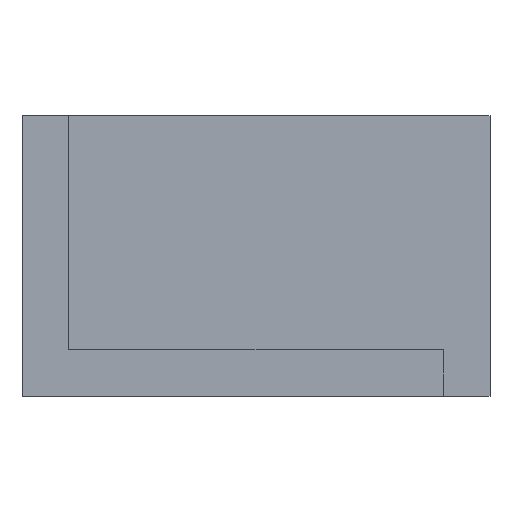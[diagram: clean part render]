
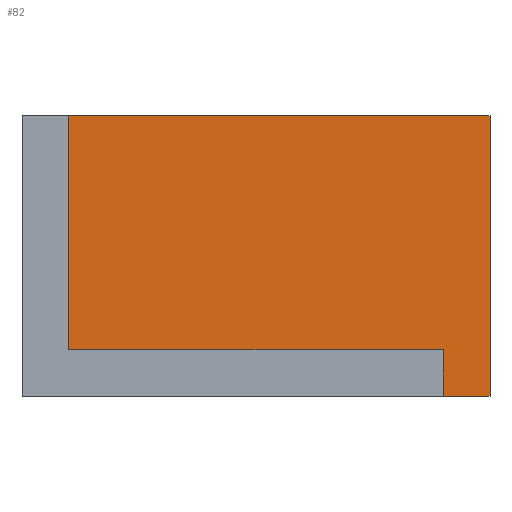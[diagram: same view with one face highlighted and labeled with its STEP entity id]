
A CAD part, left-side view. The second image highlights one B-rep face of the part: STEP entity #82.
In plain terms, the highlighted planar face has unit normal (-1, 0, 0).
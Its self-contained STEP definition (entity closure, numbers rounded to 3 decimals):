
#27=CARTESIAN_POINT('',(943.249,-419.233,16.31));
#28=DIRECTION('',(1.,0.,0.));
#29=DIRECTION('',(-0.,1.,-0.));
#30=AXIS2_PLACEMENT_3D('',#27,#28,#29);
#31=PLANE('',#30);
#32=CARTESIAN_POINT('',(943.249,-399.233,-8.69));
#33=VERTEX_POINT('',#32);
#34=CARTESIAN_POINT('',(943.249,-399.233,16.31));
#35=VERTEX_POINT('',#34);
#36=CARTESIAN_POINT('',(943.249,-399.233,-8.69));
#37=DIRECTION('',(-0.,0.,1.));
#38=VECTOR('',#37,25.);
#39=LINE('',#36,#38);
#40=EDGE_CURVE('',#33,#35,#39,.T.);
#41=ORIENTED_EDGE('',*,*,#40,.F.);
#42=CARTESIAN_POINT('',(943.249,-439.233,-8.69));
#43=VERTEX_POINT('',#42);
#44=CARTESIAN_POINT('',(943.249,-399.233,-8.69));
#45=DIRECTION('',(0.,-1.,0.));
#46=VECTOR('',#45,40.);
#47=LINE('',#44,#46);
#48=EDGE_CURVE('',#33,#43,#47,.T.);
#49=ORIENTED_EDGE('',*,*,#48,.T.);
#50=CARTESIAN_POINT('',(943.249,-439.233,-13.69));
#51=VERTEX_POINT('',#50);
#52=CARTESIAN_POINT('',(943.249,-439.233,-13.69));
#53=DIRECTION('',(-0.,0.,1.));
#54=VECTOR('',#53,5.);
#55=LINE('',#52,#54);
#56=EDGE_CURVE('',#51,#43,#55,.T.);
#57=ORIENTED_EDGE('',*,*,#56,.F.);
#58=CARTESIAN_POINT('',(943.249,-444.233,-13.69));
#59=VERTEX_POINT('',#58);
#60=CARTESIAN_POINT('',(943.249,-439.233,-13.69));
#61=DIRECTION('',(0.,-1.,0.));
#62=VECTOR('',#61,5.);
#63=LINE('',#60,#62);
#64=EDGE_CURVE('',#51,#59,#63,.T.);
#65=ORIENTED_EDGE('',*,*,#64,.T.);
#66=CARTESIAN_POINT('',(943.249,-444.233,16.31));
#67=VERTEX_POINT('',#66);
#68=CARTESIAN_POINT('',(943.249,-444.233,16.31));
#69=DIRECTION('',(0.,-0.,-1.));
#70=VECTOR('',#69,30.);
#71=LINE('',#68,#70);
#72=EDGE_CURVE('',#67,#59,#71,.T.);
#73=ORIENTED_EDGE('',*,*,#72,.F.);
#74=CARTESIAN_POINT('',(943.249,-399.233,16.31));
#75=DIRECTION('',(0.,-1.,0.));
#76=VECTOR('',#75,45.);
#77=LINE('',#74,#76);
#78=EDGE_CURVE('',#35,#67,#77,.T.);
#79=ORIENTED_EDGE('',*,*,#78,.F.);
#80=EDGE_LOOP('',(#41,#49,#57,#65,#73,#79));
#81=FACE_BOUND('',#80,.T.);
#82=ADVANCED_FACE('',(#81),#31,.F.);
